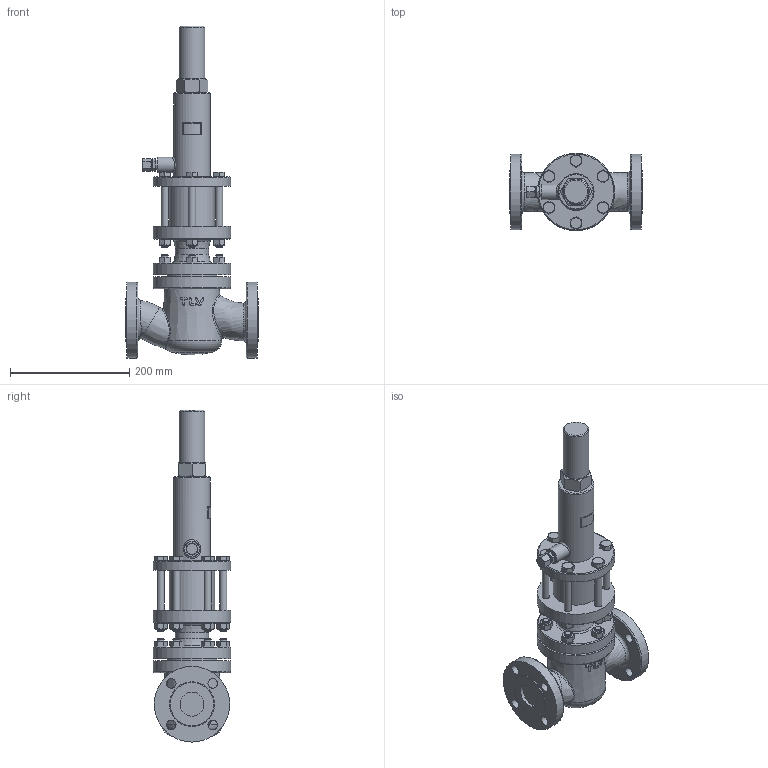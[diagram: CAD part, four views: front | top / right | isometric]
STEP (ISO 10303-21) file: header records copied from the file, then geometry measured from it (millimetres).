
FILE_DESCRIPTION(/* description */ (''),/* implementation_level */ '2;1');
FILE_NAME(/* name */ 'pcv10-040-a0150-00.stp',/* time_stamp */ '2020-03-26T15:52:17+09:00',/* author */ ('nakaot'),/* organization */ (''),/* preprocessor_version */ 'ST-DEVELOPER v18',/* originating_system */ 'Autodesk Inventor 2020',/* authorisation */ '');
FILE_SCHEMA (('AUTOMOTIVE_DESIGN { 1 0 10303 214 3 1 1 }'));
Length unit declared in the file: millimetre
Products named in the file (1): pcv10-040-a0150-00
Bounding box: 222 x 130 x 557.5 mm (x, y, z)
Volume: 3504210.1 mm3; surface area: 331149.5 mm2
Topology: 1 solids, 2 shells, 335 faces, 819 edges, 542 vertices
Faces by surface type: plane 199, cylinder 59, cone 55, bspline 11, torus 10, sphere 1
Full cylindrical faces by diameter (mm): 12 x18, 14 x1, 16 x8, 17.3 x1, 26 x1, 40 x2, 42.7 x1, 56 x1, 60.4 x1, 60.5 x1, 73.2 x2, 76 x1, 84.9 x1, 127 x2, 130 x4
Entity records: 11830 total; most frequent: CARTESIAN_POINT 4159, ORIENTED_EDGE 1636, DIRECTION 1512, EDGE_CURVE 818, AXIS2_PLACEMENT_3D 571, VERTEX_POINT 542, EDGE_LOOP 418, LINE 370
